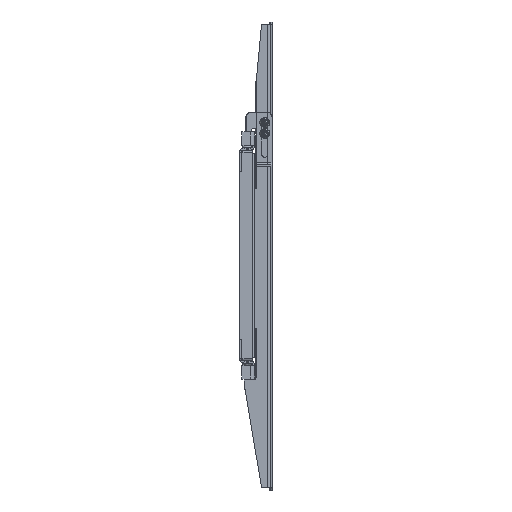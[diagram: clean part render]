
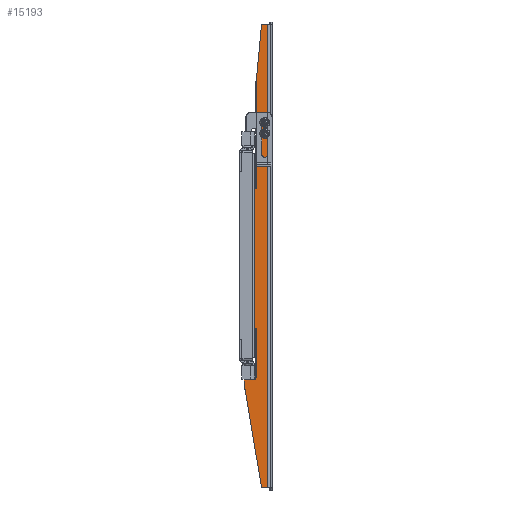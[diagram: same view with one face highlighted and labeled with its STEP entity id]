
A CAD part, front view. The second image highlights one B-rep face of the part: STEP entity #15193.
In plain terms, the highlighted face is planar.
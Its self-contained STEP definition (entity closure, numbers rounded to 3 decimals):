
#13021=DIRECTION('',(-1.,0.,0.));
#13022=VECTOR('',#13021,430.);
#13023=CARTESIAN_POINT('',(215.,14.5,-4.));
#13024=LINE('',#13023,#13022);
#13371=DIRECTION('',(0.,0.,1.));
#13372=VECTOR('',#13371,6.);
#13373=CARTESIAN_POINT('',(-215.,14.5,-10.));
#13374=LINE('',#13373,#13372);
#13387=CARTESIAN_POINT('',(-104.,14.5,-24.));
#13388=DIRECTION('',(0.,1.,0.));
#13389=DIRECTION('',(1.,0.,0.));
#13390=AXIS2_PLACEMENT_3D('',#13387,#13388,#13389);
#13392=DIRECTION('',(0.,0.,1.));
#13393=VECTOR('',#13392,2.5);
#13394=CARTESIAN_POINT('',(-102.,14.5,-24.));
#13395=LINE('',#13394,#13393);
#13396=CARTESIAN_POINT('',(-104.,14.5,-21.5));
#13397=DIRECTION('',(0.,1.,0.));
#13398=DIRECTION('',(0.,0.,1.));
#13399=AXIS2_PLACEMENT_3D('',#13396,#13397,#13398);
#13401=DIRECTION('',(-1.,0.,0.));
#13402=VECTOR('',#13401,9.);
#13403=CARTESIAN_POINT('',(-104.,14.5,-19.5));
#13404=LINE('',#13403,#13402);
#13405=CARTESIAN_POINT('',(-113.,14.5,-17.25));
#13406=DIRECTION('',(0.,-1.,0.));
#13407=DIRECTION('',(0.,0.,1.));
#13408=AXIS2_PLACEMENT_3D('',#13405,#13406,#13407);
#13410=DIRECTION('',(1.,0.,0.));
#13411=VECTOR('',#13410,46.);
#13412=CARTESIAN_POINT('',(-113.,14.5,-15.));
#13413=LINE('',#13412,#13411);
#13414=DIRECTION('',(0.,0.,1.));
#13415=VECTOR('',#13414,6.);
#13416=CARTESIAN_POINT('',(-67.,14.5,-21.));
#13417=LINE('',#13416,#13415);
#13418=CARTESIAN_POINT('',(-62.,14.5,-21.));
#13419=DIRECTION('',(0.,1.,0.));
#13420=DIRECTION('',(0.,0.,-1.));
#13421=AXIS2_PLACEMENT_3D('',#13418,#13419,#13420);
#13423=DIRECTION('',(1.,0.,0.));
#13424=VECTOR('',#13423,120.);
#13425=CARTESIAN_POINT('',(-62.,14.5,-26.));
#13426=LINE('',#13425,#13424);
#13427=CARTESIAN_POINT('',(58.,14.5,-21.));
#13428=DIRECTION('',(0.,1.,0.));
#13429=DIRECTION('',(1.,0.,0.));
#13430=AXIS2_PLACEMENT_3D('',#13427,#13428,#13429);
#13432=DIRECTION('',(0.,0.,1.));
#13433=VECTOR('',#13432,6.);
#13434=CARTESIAN_POINT('',(63.,14.5,-21.));
#13435=LINE('',#13434,#13433);
#13436=DIRECTION('',(1.,0.,0.));
#13437=VECTOR('',#13436,98.);
#13438=CARTESIAN_POINT('',(63.,14.5,-15.));
#13439=LINE('',#13438,#13437);
#13440=DIRECTION('',(0.996,0.,0.092));
#13441=VECTOR('',#13440,54.231);
#13442=CARTESIAN_POINT('',(161.,14.5,-15.));
#13443=LINE('',#13442,#13441);
#13444=DIRECTION('',(0.986,0.,-0.164));
#13445=VECTOR('',#13444,97.324);
#13446=CARTESIAN_POINT('',(-215.,14.5,-10.));
#13447=LINE('',#13446,#13445);
#13448=DIRECTION('',(1.,0.,0.));
#13449=VECTOR('',#13448,15.);
#13450=CARTESIAN_POINT('',(-119.,14.5,-26.));
#13451=LINE('',#13450,#13449);
#13452=CARTESIAN_POINT('',(124.,14.5,-7.));
#13453=DIRECTION('',(0.,1.,0.));
#13454=DIRECTION('',(-1.,0.,0.));
#13455=AXIS2_PLACEMENT_3D('',#13452,#13453,#13454);
#13457=CARTESIAN_POINT('',(124.,14.5,-7.));
#13458=DIRECTION('',(0.,1.,0.));
#13459=DIRECTION('',(1.,0.,0.));
#13460=AXIS2_PLACEMENT_3D('',#13457,#13458,#13459);
#13462=CARTESIAN_POINT('',(114.,14.5,-7.));
#13463=DIRECTION('',(0.,1.,0.));
#13464=DIRECTION('',(-1.,0.,0.));
#13465=AXIS2_PLACEMENT_3D('',#13462,#13463,#13464);
#13467=CARTESIAN_POINT('',(114.,14.5,-7.));
#13468=DIRECTION('',(0.,1.,0.));
#13469=DIRECTION('',(1.,0.,0.));
#13470=AXIS2_PLACEMENT_3D('',#13467,#13468,#13469);
#13573=DIRECTION('',(0.,0.,1.));
#13574=VECTOR('',#13573,6.);
#13575=CARTESIAN_POINT('',(215.,14.5,-10.));
#13576=LINE('',#13575,#13574);
#13841=CARTESIAN_POINT('',(215.,14.5,-4.));
#13843=VERTEX_POINT('',#13841);
#13849=CARTESIAN_POINT('',(-215.,14.5,-4.));
#13851=VERTEX_POINT('',#13849);
#13873=CARTESIAN_POINT('',(161.,14.5,-15.));
#13874=CARTESIAN_POINT('',(215.,14.5,-10.));
#13875=VERTEX_POINT('',#13873);
#13876=VERTEX_POINT('',#13874);
#13877=CARTESIAN_POINT('',(-215.,14.5,-10.));
#13878=CARTESIAN_POINT('',(-119.,14.5,-26.));
#13879=VERTEX_POINT('',#13877);
#13880=VERTEX_POINT('',#13878);
#13881=CARTESIAN_POINT('',(-113.,14.5,-15.));
#13882=CARTESIAN_POINT('',(-113.,14.5,-19.5));
#13883=VERTEX_POINT('',#13881);
#13884=VERTEX_POINT('',#13882);
#13885=CARTESIAN_POINT('',(-67.,14.5,-15.));
#13886=VERTEX_POINT('',#13885);
#13887=CARTESIAN_POINT('',(63.,14.5,-15.));
#13888=VERTEX_POINT('',#13887);
#13945=CARTESIAN_POINT('',(63.,14.5,-21.));
#13946=CARTESIAN_POINT('',(58.,14.5,-26.));
#13947=VERTEX_POINT('',#13945);
#13948=VERTEX_POINT('',#13946);
#13953=CARTESIAN_POINT('',(-62.,14.5,-26.));
#13954=VERTEX_POINT('',#13953);
#13969=CARTESIAN_POINT('',(-102.,14.5,-24.));
#13970=CARTESIAN_POINT('',(-104.,14.5,-26.));
#13971=VERTEX_POINT('',#13969);
#13972=VERTEX_POINT('',#13970);
#13985=CARTESIAN_POINT('',(-104.,14.5,-19.5));
#13986=CARTESIAN_POINT('',(-102.,14.5,-21.5));
#13987=VERTEX_POINT('',#13985);
#13988=VERTEX_POINT('',#13986);
#13993=CARTESIAN_POINT('',(-67.,14.5,-21.));
#13994=VERTEX_POINT('',#13993);
#14001=CARTESIAN_POINT('',(122.,14.5,-7.));
#14002=CARTESIAN_POINT('',(126.,14.5,-7.));
#14003=VERTEX_POINT('',#14001);
#14004=VERTEX_POINT('',#14002);
#14005=CARTESIAN_POINT('',(112.,14.5,-7.));
#14006=CARTESIAN_POINT('',(116.,14.5,-7.));
#14007=VERTEX_POINT('',#14005);
#14008=VERTEX_POINT('',#14006);
#15141=CARTESIAN_POINT('',(215.,14.5,-26.));
#15142=DIRECTION('',(0.,1.,0.));
#15143=DIRECTION('',(0.,0.,1.));
#15144=AXIS2_PLACEMENT_3D('',#15141,#15142,#15143);
#15145=PLANE('',#15144);
#15147=ORIENTED_EDGE('',*,*,#15146,.F.);
#15149=ORIENTED_EDGE('',*,*,#15148,.T.);
#15151=ORIENTED_EDGE('',*,*,#15150,.F.);
#15153=ORIENTED_EDGE('',*,*,#15152,.T.);
#15155=ORIENTED_EDGE('',*,*,#15154,.F.);
#15157=ORIENTED_EDGE('',*,*,#15156,.T.);
#15159=ORIENTED_EDGE('',*,*,#15158,.F.);
#15161=ORIENTED_EDGE('',*,*,#15160,.F.);
#15163=ORIENTED_EDGE('',*,*,#15162,.T.);
#15165=ORIENTED_EDGE('',*,*,#15164,.F.);
#15167=ORIENTED_EDGE('',*,*,#15166,.T.);
#15169=ORIENTED_EDGE('',*,*,#15168,.T.);
#15171=ORIENTED_EDGE('',*,*,#15170,.T.);
#15173=ORIENTED_EDGE('',*,*,#15172,.T.);
#15174=ORIENTED_EDGE('',*,*,#14619,.T.);
#15175=ORIENTED_EDGE('',*,*,#15118,.F.);
#15176=ORIENTED_EDGE('',*,*,#15131,.T.);
#15178=ORIENTED_EDGE('',*,*,#15177,.T.);
#15179=EDGE_LOOP('',(#15147,#15149,#15151,#15153,#15155,#15157,#15159,#15161,
#15163,#15165,#15167,#15169,#15171,#15173,#15174,#15175,#15176,#15178));
#15180=FACE_OUTER_BOUND('',#15179,.F.);
#15182=ORIENTED_EDGE('',*,*,#15181,.T.);
#15184=ORIENTED_EDGE('',*,*,#15183,.T.);
#15185=EDGE_LOOP('',(#15182,#15184));
#15186=FACE_BOUND('',#15185,.F.);
#15188=ORIENTED_EDGE('',*,*,#15187,.T.);
#15190=ORIENTED_EDGE('',*,*,#15189,.T.);
#15191=EDGE_LOOP('',(#15188,#15190));
#15192=FACE_BOUND('',#15191,.F.);
#15193=ADVANCED_FACE('',(#15180,#15186,#15192),#15145,.T.);
#13391=CIRCLE('',#13390,2.);
#13400=CIRCLE('',#13399,2.);
#13409=CIRCLE('',#13408,2.25);
#13422=CIRCLE('',#13421,5.);
#13431=CIRCLE('',#13430,5.);
#13456=CIRCLE('',#13455,2.);
#13461=CIRCLE('',#13460,2.);
#13466=CIRCLE('',#13465,2.);
#13471=CIRCLE('',#13470,2.);
#14619=EDGE_CURVE('',#13843,#13851,#13024,.T.);
#15118=EDGE_CURVE('',#13879,#13851,#13374,.T.);
#15131=EDGE_CURVE('',#13879,#13880,#13447,.T.);
#15146=EDGE_CURVE('',#13971,#13972,#13391,.T.);
#15148=EDGE_CURVE('',#13971,#13988,#13395,.T.);
#15150=EDGE_CURVE('',#13987,#13988,#13400,.T.);
#15152=EDGE_CURVE('',#13987,#13884,#13404,.T.);
#15154=EDGE_CURVE('',#13883,#13884,#13409,.T.);
#15156=EDGE_CURVE('',#13883,#13886,#13413,.T.);
#15158=EDGE_CURVE('',#13994,#13886,#13417,.T.);
#15160=EDGE_CURVE('',#13954,#13994,#13422,.T.);
#15162=EDGE_CURVE('',#13954,#13948,#13426,.T.);
#15164=EDGE_CURVE('',#13947,#13948,#13431,.T.);
#15166=EDGE_CURVE('',#13947,#13888,#13435,.T.);
#15168=EDGE_CURVE('',#13888,#13875,#13439,.T.);
#15170=EDGE_CURVE('',#13875,#13876,#13443,.T.);
#15172=EDGE_CURVE('',#13876,#13843,#13576,.T.);
#15177=EDGE_CURVE('',#13880,#13972,#13451,.T.);
#15181=EDGE_CURVE('',#14003,#14004,#13456,.T.);
#15183=EDGE_CURVE('',#14004,#14003,#13461,.T.);
#15187=EDGE_CURVE('',#14007,#14008,#13466,.T.);
#15189=EDGE_CURVE('',#14008,#14007,#13471,.T.);
